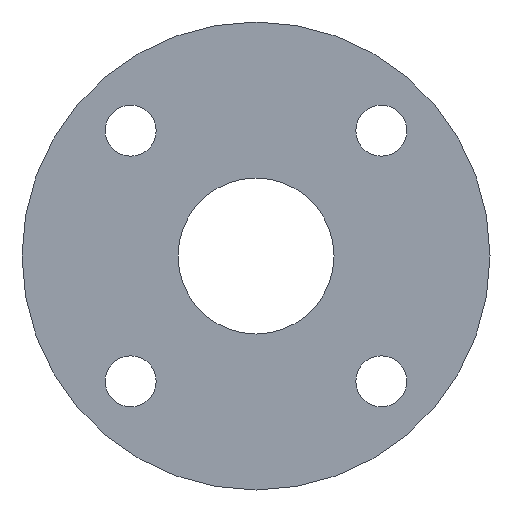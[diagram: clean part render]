
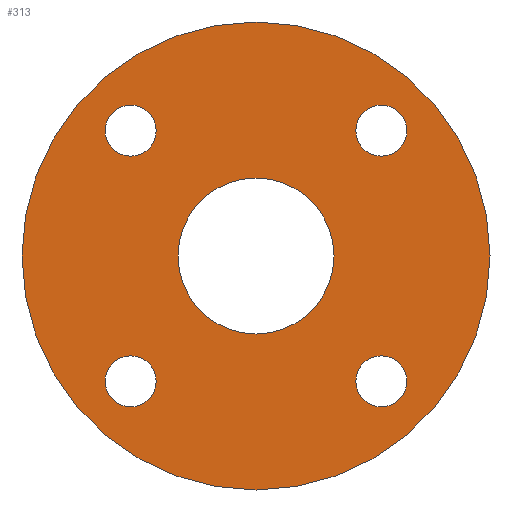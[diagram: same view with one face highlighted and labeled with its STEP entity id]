
A CAD part, left-side view. The second image highlights one B-rep face of the part: STEP entity #313.
In plain terms, the highlighted planar face has unit normal (-1, 0, 0).
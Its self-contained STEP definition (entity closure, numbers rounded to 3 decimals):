
#5 = FACE_OUTER_BOUND ( 'NONE', #13, .T. ) ;
#7 = DIRECTION ( 'NONE',  ( 1., 0., 0. ) ) ;
#10 = CIRCLE ( 'NONE', #510, 9. ) ;
#13 = EDGE_LOOP ( 'NONE', ( #213, #168 ) ) ;
#25 = DIRECTION ( 'NONE',  ( 0., 0., -1. ) ) ;
#29 = AXIS2_PLACEMENT_3D ( 'NONE', #420, #504, #242 ) ;
#31 = DIRECTION ( 'NONE',  ( 0., 0., -1. ) ) ;
#34 = VERTEX_POINT ( 'NONE', #448 ) ;
#36 = AXIS2_PLACEMENT_3D ( 'NONE', #340, #513, #94 ) ;
#37 = AXIS2_PLACEMENT_3D ( 'NONE', #491, #361, #530 ) ;
#44 = EDGE_CURVE ( 'NONE', #182, #522, #411, .T. ) ;
#48 = CIRCLE ( 'NONE', #227, 82.5 ) ;
#56 = ORIENTED_EDGE ( 'NONE', *, *, #450, .T. ) ;
#65 = DIRECTION ( 'NONE',  ( 0., 0., -1. ) ) ;
#67 = CARTESIAN_POINT ( 'NONE',  ( -1.5, 44.194, -44.194 ) ) ;
#71 = CARTESIAN_POINT ( 'NONE',  ( -1.5, 44.194, 44.194 ) ) ;
#81 = VERTEX_POINT ( 'NONE', #114 ) ;
#82 = CIRCLE ( 'NONE', #37, 9. ) ;
#84 = CARTESIAN_POINT ( 'NONE',  ( -1.5, 0., 0. ) ) ;
#94 = DIRECTION ( 'NONE',  ( 0., 0., -1. ) ) ;
#98 = CARTESIAN_POINT ( 'NONE',  ( -1.5, 0., 82.5 ) ) ;
#104 = EDGE_CURVE ( 'NONE', #127, #81, #442, .T. ) ;
#111 = CIRCLE ( 'NONE', #435, 9. ) ;
#114 = CARTESIAN_POINT ( 'NONE',  ( -1.5, 44.194, -53.194 ) ) ;
#117 = CARTESIAN_POINT ( 'NONE',  ( -1.5, 0., 0. ) ) ;
#122 = EDGE_CURVE ( 'NONE', #176, #171, #82, .T. ) ;
#123 = AXIS2_PLACEMENT_3D ( 'NONE', #71, #343, #225 ) ;
#126 = DIRECTION ( 'NONE',  ( 0., 0., -1. ) ) ;
#127 = VERTEX_POINT ( 'NONE', #197 ) ;
#130 = CARTESIAN_POINT ( 'NONE',  ( -1.5, 0., 0. ) ) ;
#131 = CIRCLE ( 'NONE', #29, 9. ) ;
#134 = DIRECTION ( 'NONE',  ( 1., 0., 0. ) ) ;
#139 = CARTESIAN_POINT ( 'NONE',  ( -1.5, -44.194, 53.194 ) ) ;
#141 = CIRCLE ( 'NONE', #348, 9. ) ;
#163 = FACE_BOUND ( 'NONE', #254, .T. ) ;
#168 = ORIENTED_EDGE ( 'NONE', *, *, #346, .F. ) ;
#171 = VERTEX_POINT ( 'NONE', #499 ) ;
#172 = DIRECTION ( 'NONE',  ( 0., 0., -1. ) ) ;
#176 = VERTEX_POINT ( 'NONE', #466 ) ;
#182 = VERTEX_POINT ( 'NONE', #423 ) ;
#184 = CIRCLE ( 'NONE', #468, 82.5 ) ;
#192 = DIRECTION ( 'NONE',  ( 0., 0., -1. ) ) ;
#195 = DIRECTION ( 'NONE',  ( 1., 0., 0. ) ) ;
#197 = CARTESIAN_POINT ( 'NONE',  ( -1.5, 44.194, -35.194 ) ) ;
#203 = ORIENTED_EDGE ( 'NONE', *, *, #369, .T. ) ;
#204 = FACE_BOUND ( 'NONE', #370, .T. ) ;
#205 = EDGE_LOOP ( 'NONE', ( #56, #537 ) ) ;
#211 = PLANE ( 'NONE',  #425 ) ;
#213 = ORIENTED_EDGE ( 'NONE', *, *, #432, .F. ) ;
#215 = ORIENTED_EDGE ( 'NONE', *, *, #463, .T. ) ;
#223 = CARTESIAN_POINT ( 'NONE',  ( -1.5, 44.194, 44.194 ) ) ;
#225 = DIRECTION ( 'NONE',  ( 0., 0., -1. ) ) ;
#227 = AXIS2_PLACEMENT_3D ( 'NONE', #305, #352, #431 ) ;
#233 = DIRECTION ( 'NONE',  ( 1., 0., 0. ) ) ;
#242 = DIRECTION ( 'NONE',  ( 0., 0., -1. ) ) ;
#243 = ORIENTED_EDGE ( 'NONE', *, *, #497, .T. ) ;
#254 = EDGE_LOOP ( 'NONE', ( #475, #203 ) ) ;
#257 = DIRECTION ( 'NONE',  ( 1., 0., 0. ) ) ;
#264 = CARTESIAN_POINT ( 'NONE',  ( -1.5, 44.194, 35.194 ) ) ;
#282 = VERTEX_POINT ( 'NONE', #283 ) ;
#283 = CARTESIAN_POINT ( 'NONE',  ( -1.5, -44.194, 35.194 ) ) ;
#287 = CARTESIAN_POINT ( 'NONE',  ( -1.5, 0., 0. ) ) ;
#291 = AXIS2_PLACEMENT_3D ( 'NONE', #117, #195, #192 ) ;
#293 = CIRCLE ( 'NONE', #123, 9. ) ;
#294 = DIRECTION ( 'NONE',  ( 0., 0., -1. ) ) ;
#304 = ORIENTED_EDGE ( 'NONE', *, *, #122, .T. ) ;
#305 = CARTESIAN_POINT ( 'NONE',  ( -1.5, 0., 0. ) ) ;
#313 = ADVANCED_FACE ( 'NONE', ( #541, #204, #333, #163, #465, #5 ), #211, .F. ) ;
#320 = CIRCLE ( 'NONE', #36, 9. ) ;
#326 = EDGE_CURVE ( 'NONE', #171, #176, #320, .T. ) ;
#328 = CIRCLE ( 'NONE', #394, 27.5 ) ;
#333 = FACE_BOUND ( 'NONE', #205, .T. ) ;
#340 = CARTESIAN_POINT ( 'NONE',  ( -1.5, -44.194, -44.194 ) ) ;
#343 = DIRECTION ( 'NONE',  ( 1., 0., 0. ) ) ;
#346 = EDGE_CURVE ( 'NONE', #350, #34, #184, .T. ) ;
#348 = AXIS2_PLACEMENT_3D ( 'NONE', #67, #484, #65 ) ;
#349 = CARTESIAN_POINT ( 'NONE',  ( -1.5, -44.194, 44.194 ) ) ;
#350 = VERTEX_POINT ( 'NONE', #98 ) ;
#352 = DIRECTION ( 'NONE',  ( 1., 0., 0. ) ) ;
#361 = DIRECTION ( 'NONE',  ( 1., 0., 0. ) ) ;
#364 = EDGE_CURVE ( 'NONE', #428, #282, #131, .T. ) ;
#369 = EDGE_CURVE ( 'NONE', #522, #182, #328, .T. ) ;
#370 = EDGE_LOOP ( 'NONE', ( #418, #304 ) ) ;
#392 = CARTESIAN_POINT ( 'NONE',  ( -1.5, 0., 27.5 ) ) ;
#393 = ORIENTED_EDGE ( 'NONE', *, *, #542, .T. ) ;
#394 = AXIS2_PLACEMENT_3D ( 'NONE', #84, #134, #126 ) ;
#397 = CARTESIAN_POINT ( 'NONE',  ( -1.5, 44.194, -44.194 ) ) ;
#401 = DIRECTION ( 'NONE',  ( 0., 0., -1. ) ) ;
#411 = CIRCLE ( 'NONE', #291, 27.5 ) ;
#418 = ORIENTED_EDGE ( 'NONE', *, *, #326, .T. ) ;
#420 = CARTESIAN_POINT ( 'NONE',  ( -1.5, -44.194, 44.194 ) ) ;
#423 = CARTESIAN_POINT ( 'NONE',  ( -1.5, 0., -27.5 ) ) ;
#425 = AXIS2_PLACEMENT_3D ( 'NONE', #287, #7, #172 ) ;
#428 = VERTEX_POINT ( 'NONE', #139 ) ;
#431 = DIRECTION ( 'NONE',  ( 0., 0., -1. ) ) ;
#432 = EDGE_CURVE ( 'NONE', #34, #350, #48, .T. ) ;
#435 = AXIS2_PLACEMENT_3D ( 'NONE', #349, #453, #31 ) ;
#442 = CIRCLE ( 'NONE', #445, 9. ) ;
#445 = AXIS2_PLACEMENT_3D ( 'NONE', #397, #233, #401 ) ;
#448 = CARTESIAN_POINT ( 'NONE',  ( -1.5, 0., -82.5 ) ) ;
#450 = EDGE_CURVE ( 'NONE', #81, #127, #141, .T. ) ;
#453 = DIRECTION ( 'NONE',  ( 1., 0., 0. ) ) ;
#463 = EDGE_CURVE ( 'NONE', #512, #505, #10, .T. ) ;
#465 = FACE_BOUND ( 'NONE', #503, .T. ) ;
#466 = CARTESIAN_POINT ( 'NONE',  ( -1.5, -44.194, -35.194 ) ) ;
#468 = AXIS2_PLACEMENT_3D ( 'NONE', #130, #472, #294 ) ;
#472 = DIRECTION ( 'NONE',  ( 1., 0., 0. ) ) ;
#475 = ORIENTED_EDGE ( 'NONE', *, *, #44, .T. ) ;
#476 = CARTESIAN_POINT ( 'NONE',  ( -1.5, 44.194, 53.194 ) ) ;
#484 = DIRECTION ( 'NONE',  ( 1., 0., 0. ) ) ;
#491 = CARTESIAN_POINT ( 'NONE',  ( -1.5, -44.194, -44.194 ) ) ;
#497 = EDGE_CURVE ( 'NONE', #505, #512, #293, .T. ) ;
#499 = CARTESIAN_POINT ( 'NONE',  ( -1.5, -44.194, -53.194 ) ) ;
#503 = EDGE_LOOP ( 'NONE', ( #215, #243 ) ) ;
#504 = DIRECTION ( 'NONE',  ( 1., 0., 0. ) ) ;
#505 = VERTEX_POINT ( 'NONE', #476 ) ;
#508 = ORIENTED_EDGE ( 'NONE', *, *, #364, .T. ) ;
#510 = AXIS2_PLACEMENT_3D ( 'NONE', #223, #257, #25 ) ;
#512 = VERTEX_POINT ( 'NONE', #264 ) ;
#513 = DIRECTION ( 'NONE',  ( 1., 0., 0. ) ) ;
#522 = VERTEX_POINT ( 'NONE', #392 ) ;
#530 = DIRECTION ( 'NONE',  ( 0., 0., -1. ) ) ;
#537 = ORIENTED_EDGE ( 'NONE', *, *, #104, .T. ) ;
#540 = EDGE_LOOP ( 'NONE', ( #393, #508 ) ) ;
#541 = FACE_BOUND ( 'NONE', #540, .T. ) ;
#542 = EDGE_CURVE ( 'NONE', #282, #428, #111, .T. ) ;
